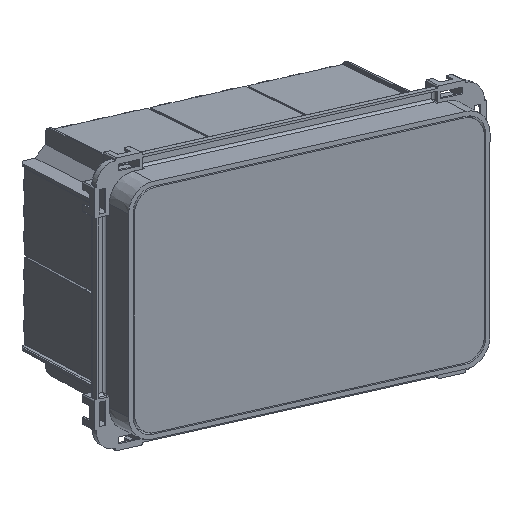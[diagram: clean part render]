
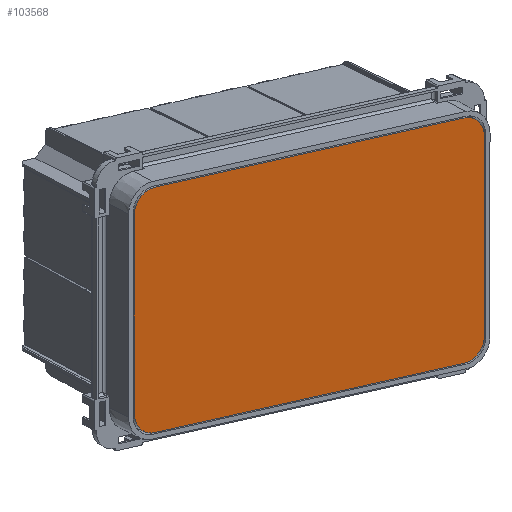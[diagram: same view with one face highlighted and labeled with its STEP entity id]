
A CAD part, top view. The second image highlights one B-rep face of the part: STEP entity #103568.
In plain terms, the highlighted face is planar.
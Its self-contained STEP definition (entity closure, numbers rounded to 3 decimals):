
#103423=CARTESIAN_POINT('Line Origine',(0.,-1.25,45.25)) ;
#103427=CARTESIAN_POINT('Vertex',(64.15,-1.25,45.25)) ;
#103429=CARTESIAN_POINT('Vertex',(-64.15,-1.25,45.25)) ;
#103463=CARTESIAN_POINT('Axis2P3D Location',(64.15,-1.25,36.75)) ;
#103467=CARTESIAN_POINT('Vertex',(72.65,-1.25,36.75)) ;
#103494=CARTESIAN_POINT('Line Origine',(72.65,-1.25,0.)) ;
#103498=CARTESIAN_POINT('Vertex',(72.65,-1.25,-36.75)) ;
#103520=CARTESIAN_POINT('Axis2P3D Location',(0.,-1.25,0.)) ;
#103525=CARTESIAN_POINT('Axis2P3D Location',(-64.15,-1.25,36.75)) ;
#103529=CARTESIAN_POINT('Vertex',(-72.65,-1.25,36.75)) ;
#103532=CARTESIAN_POINT('Line Origine',(-72.65,-1.25,0.)) ;
#103536=CARTESIAN_POINT('Vertex',(-72.65,-1.25,-36.75)) ;
#103539=CARTESIAN_POINT('Axis2P3D Location',(-64.15,-1.25,-36.75)) ;
#103543=CARTESIAN_POINT('Vertex',(-64.15,-1.25,-45.25)) ;
#103546=CARTESIAN_POINT('Line Origine',(0.,-1.25,-45.25)) ;
#103550=CARTESIAN_POINT('Vertex',(64.15,-1.25,-45.25)) ;
#103553=CARTESIAN_POINT('Axis2P3D Location',(64.15,-1.25,-36.75)) ;
#103424=DIRECTION('Vector Direction',(1.,0.,0.)) ;
#103464=DIRECTION('Axis2P3D Direction',(0.,1.,0.)) ;
#103495=DIRECTION('Vector Direction',(0.,0.,1.)) ;
#103521=DIRECTION('Axis2P3D Direction',(0.,1.,-0.)) ;
#103522=DIRECTION('Axis2P3D XDirection',(-1.,0.,0.)) ;
#103526=DIRECTION('Axis2P3D Direction',(0.,1.,-0.)) ;
#103533=DIRECTION('Vector Direction',(0.,0.,1.)) ;
#103540=DIRECTION('Axis2P3D Direction',(0.,1.,-0.)) ;
#103547=DIRECTION('Vector Direction',(1.,0.,0.)) ;
#103554=DIRECTION('Axis2P3D Direction',(0.,1.,-0.)) ;
#103465=AXIS2_PLACEMENT_3D('Circle Axis2P3D',#103463,#103464,$) ;
#103523=AXIS2_PLACEMENT_3D('Plane Axis2P3D',#103520,#103521,#103522) ;
#103527=AXIS2_PLACEMENT_3D('Circle Axis2P3D',#103525,#103526,$) ;
#103541=AXIS2_PLACEMENT_3D('Circle Axis2P3D',#103539,#103540,$) ;
#103555=AXIS2_PLACEMENT_3D('Circle Axis2P3D',#103553,#103554,$) ;
#103559=ORIENTED_EDGE('',*,*,#103531,.T.) ;
#103560=ORIENTED_EDGE('',*,*,#103538,.F.) ;
#103561=ORIENTED_EDGE('',*,*,#103545,.F.) ;
#103562=ORIENTED_EDGE('',*,*,#103552,.F.) ;
#103563=ORIENTED_EDGE('',*,*,#103557,.T.) ;
#103564=ORIENTED_EDGE('',*,*,#103500,.T.) ;
#103565=ORIENTED_EDGE('',*,*,#103469,.F.) ;
#103566=ORIENTED_EDGE('',*,*,#103431,.T.) ;
#103425=VECTOR('Line Direction',#103424,1.) ;
#103496=VECTOR('Line Direction',#103495,1.) ;
#103534=VECTOR('Line Direction',#103533,1.) ;
#103548=VECTOR('Line Direction',#103547,1.) ;
#103568=ADVANCED_FACE('Body.2',(#103567),#103524,.F.) ;
#103466=CIRCLE('generated circle',#103465,8.5) ;
#103528=CIRCLE('generated circle',#103527,8.5) ;
#103542=CIRCLE('generated circle',#103541,8.5) ;
#103556=CIRCLE('generated circle',#103555,8.5) ;
#103431=EDGE_CURVE('',#103428,#103430,#103426,.F.) ;
#103469=EDGE_CURVE('',#103428,#103468,#103466,.T.) ;
#103500=EDGE_CURVE('',#103499,#103468,#103497,.T.) ;
#103531=EDGE_CURVE('',#103430,#103530,#103528,.F.) ;
#103538=EDGE_CURVE('',#103537,#103530,#103535,.T.) ;
#103545=EDGE_CURVE('',#103544,#103537,#103542,.T.) ;
#103552=EDGE_CURVE('',#103551,#103544,#103549,.F.) ;
#103557=EDGE_CURVE('',#103551,#103499,#103556,.F.) ;
#103558=EDGE_LOOP('',(#103559,#103560,#103561,#103562,#103563,#103564,#103565,#103566)) ;
#103567=FACE_OUTER_BOUND('',#103558,.T.) ;
#103426=LINE('Line',#103423,#103425) ;
#103497=LINE('Line',#103494,#103496) ;
#103535=LINE('Line',#103532,#103534) ;
#103549=LINE('Line',#103546,#103548) ;
#103524=PLANE('',#103523) ;
#103428=VERTEX_POINT('',#103427) ;
#103430=VERTEX_POINT('',#103429) ;
#103468=VERTEX_POINT('',#103467) ;
#103499=VERTEX_POINT('',#103498) ;
#103530=VERTEX_POINT('',#103529) ;
#103537=VERTEX_POINT('',#103536) ;
#103544=VERTEX_POINT('',#103543) ;
#103551=VERTEX_POINT('',#103550) ;
